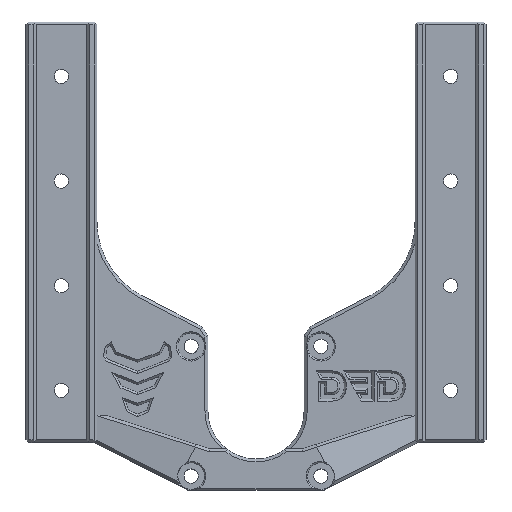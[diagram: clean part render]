
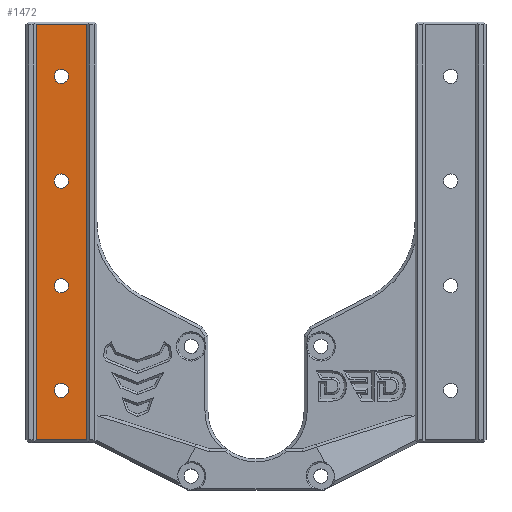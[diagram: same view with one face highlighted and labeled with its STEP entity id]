
A CAD part, top view. The second image highlights one B-rep face of the part: STEP entity #1472.
In plain terms, the highlighted planar face has unit normal (0, 0, 1).
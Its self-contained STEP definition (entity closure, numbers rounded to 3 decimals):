
#1222=CARTESIAN_POINT('',(264.3,146.514,9.386));
#1223=VERTEX_POINT('',#1222);
#1247=CARTESIAN_POINT('',(264.3,144.814,9.386));
#1248=DIRECTION('',(-0.,0.,1.));
#1249=DIRECTION('',(0.,1.,-0.));
#1250=AXIS2_PLACEMENT_3D('',#1247,#1248,#1249);
#1251=CIRCLE('',#1250,1.7);
#1252=EDGE_CURVE('',#1223,#1223,#1251,.T.);
#1397=CARTESIAN_POINT('',(-274.,-22.,9.386));
#1398=DIRECTION('',(0.,-0.,-1.));
#1399=DIRECTION('',(-1.,0.,0.));
#1400=AXIS2_PLACEMENT_3D('',#1397,#1398,#1399);
#1401=PLANE('',#1400);
#1402=ORIENTED_EDGE('',*,*,#1252,.F.);
#1403=EDGE_LOOP('',(#1402));
#1404=FACE_BOUND('',#1403,.T.);
#1405=CARTESIAN_POINT('',(258.25,58.014,9.386));
#1406=VERTEX_POINT('',#1405);
#1407=CARTESIAN_POINT('',(270.35,58.014,9.386));
#1408=VERTEX_POINT('',#1407);
#1409=CARTESIAN_POINT('',(258.25,58.014,9.386));
#1410=DIRECTION('',(1.,-0.,0.));
#1411=VECTOR('',#1410,12.1);
#1412=LINE('',#1409,#1411);
#1413=EDGE_CURVE('',#1406,#1408,#1412,.T.);
#1414=ORIENTED_EDGE('',*,*,#1413,.T.);
#1415=CARTESIAN_POINT('',(270.35,157.114,9.386));
#1416=VERTEX_POINT('',#1415);
#1417=CARTESIAN_POINT('',(270.35,157.114,9.386));
#1418=DIRECTION('',(0.,-1.,0.));
#1419=VECTOR('',#1418,99.1);
#1420=LINE('',#1417,#1419);
#1421=EDGE_CURVE('',#1416,#1408,#1420,.T.);
#1422=ORIENTED_EDGE('',*,*,#1421,.F.);
#1423=CARTESIAN_POINT('',(258.25,157.114,9.386));
#1424=VERTEX_POINT('',#1423);
#1425=CARTESIAN_POINT('',(270.35,157.114,9.386));
#1426=DIRECTION('',(-1.,0.,0.));
#1427=VECTOR('',#1426,12.1);
#1428=LINE('',#1425,#1427);
#1429=EDGE_CURVE('',#1416,#1424,#1428,.T.);
#1430=ORIENTED_EDGE('',*,*,#1429,.T.);
#1431=CARTESIAN_POINT('',(258.25,58.014,9.386));
#1432=DIRECTION('',(0.,1.,-0.));
#1433=VECTOR('',#1432,99.1);
#1434=LINE('',#1431,#1433);
#1435=EDGE_CURVE('',#1406,#1424,#1434,.T.);
#1436=ORIENTED_EDGE('',*,*,#1435,.F.);
#1437=EDGE_LOOP('',(#1414,#1422,#1430,#1436));
#1438=FACE_BOUND('',#1437,.T.);
#1439=CARTESIAN_POINT('',(264.3,121.514,9.386));
#1440=VERTEX_POINT('',#1439);
#1441=CARTESIAN_POINT('',(264.3,119.814,9.386));
#1442=DIRECTION('',(-0.,0.,1.));
#1443=DIRECTION('',(0.,1.,-0.));
#1444=AXIS2_PLACEMENT_3D('',#1441,#1442,#1443);
#1445=CIRCLE('',#1444,1.7);
#1446=EDGE_CURVE('',#1440,#1440,#1445,.T.);
#1447=ORIENTED_EDGE('',*,*,#1446,.F.);
#1448=EDGE_LOOP('',(#1447));
#1449=FACE_BOUND('',#1448,.T.);
#1450=CARTESIAN_POINT('',(264.3,96.514,9.386));
#1451=VERTEX_POINT('',#1450);
#1452=CARTESIAN_POINT('',(264.3,94.814,9.386));
#1453=DIRECTION('',(0.,-0.,-1.));
#1454=DIRECTION('',(0.,1.,-0.));
#1455=AXIS2_PLACEMENT_3D('',#1452,#1453,#1454);
#1456=CIRCLE('',#1455,1.7);
#1457=EDGE_CURVE('',#1451,#1451,#1456,.T.);
#1458=ORIENTED_EDGE('',*,*,#1457,.T.);
#1459=EDGE_LOOP('',(#1458));
#1460=FACE_BOUND('',#1459,.T.);
#1461=CARTESIAN_POINT('',(264.3,71.514,9.386));
#1462=VERTEX_POINT('',#1461);
#1463=CARTESIAN_POINT('',(264.3,69.814,9.386));
#1464=DIRECTION('',(0.,-0.,-1.));
#1465=DIRECTION('',(0.,1.,-0.));
#1466=AXIS2_PLACEMENT_3D('',#1463,#1464,#1465);
#1467=CIRCLE('',#1466,1.7);
#1468=EDGE_CURVE('',#1462,#1462,#1467,.T.);
#1469=ORIENTED_EDGE('',*,*,#1468,.T.);
#1470=EDGE_LOOP('',(#1469));
#1471=FACE_BOUND('',#1470,.T.);
#1472=ADVANCED_FACE('',(#1404,#1438,#1449,#1460,#1471),#1401,.F.);
